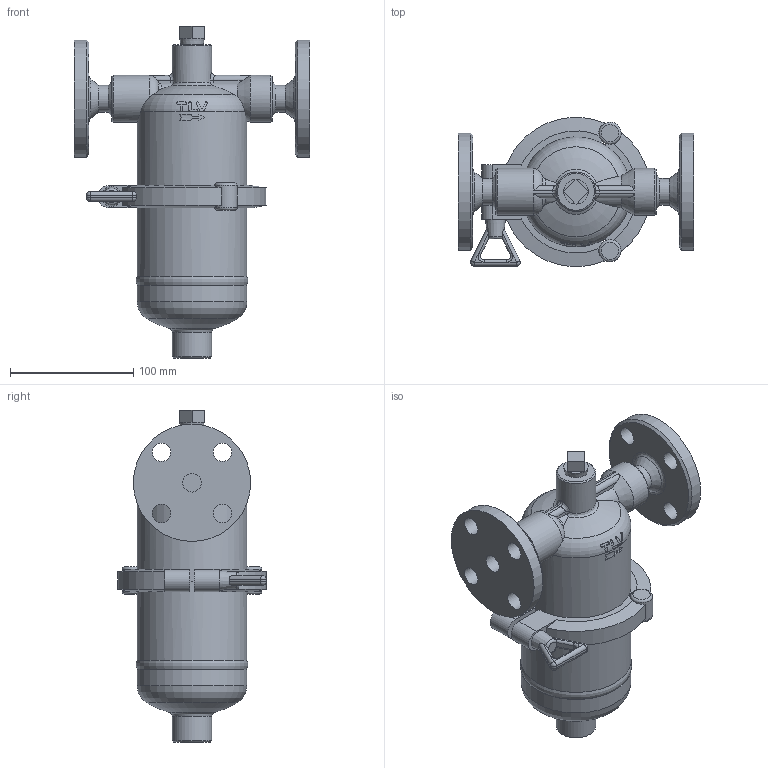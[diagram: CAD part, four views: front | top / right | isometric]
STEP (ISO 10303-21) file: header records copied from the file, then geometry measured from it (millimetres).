
FILE_DESCRIPTION((''),'2;1');
FILE_NAME('sf100-015-jis10-00.stp','2010-07-21T08:19:22',('nakaot'),(''),'Autodesk Inventor 2008','Autodesk Inventor 2008','');
FILE_SCHEMA(('AUTOMOTIVE_DESIGN { 1 0 10303 214 1 1 1 1 }'));
Length unit declared in the file: millimetre
Products named in the file (1): sf100-015-jis10-00
Bounding box: 191 x 120.62 x 269 mm (x, y, z)
Volume: 1528349.1 mm3; surface area: 135112.6 mm2
Topology: 1 solids, 1 shells, 223 faces, 570 edges, 348 vertices
Faces by surface type: plane 79, cylinder 64, bspline 39, cone 18, torus 16, sphere 7
Full cylindrical faces by diameter (mm): 15 x5, 21.7 x1, 32 x2, 38 x2, 80 x1, 89 x3, 95 x1
Entity records: 8716 total; most frequent: CARTESIAN_POINT 3832, ORIENTED_EDGE 994, DIRECTION 958, EDGE_CURVE 497, AXIS2_PLACEMENT_3D 396, VERTEX_POINT 328, EDGE_LOOP 303, FACE_OUTER_BOUND 223
